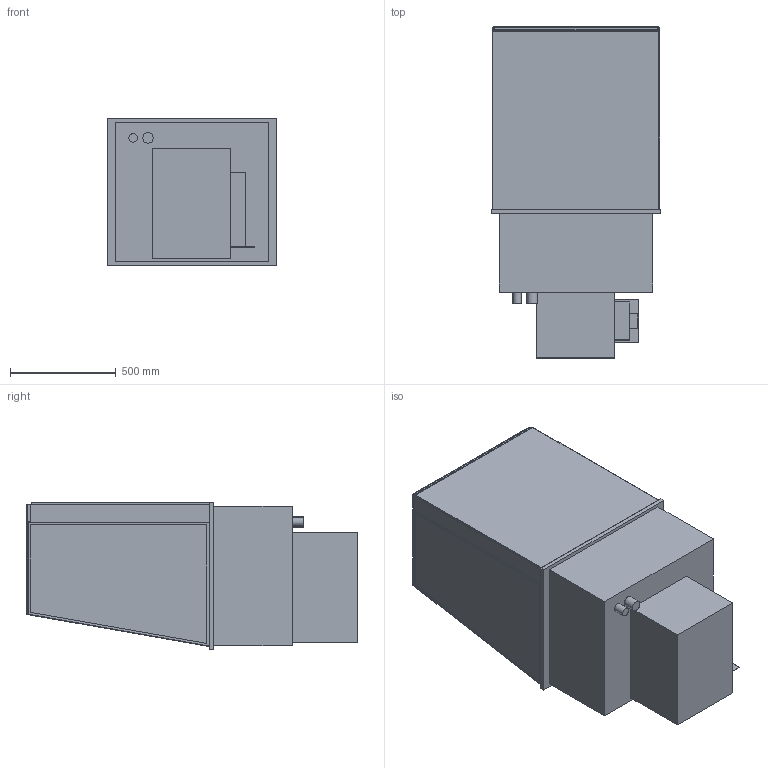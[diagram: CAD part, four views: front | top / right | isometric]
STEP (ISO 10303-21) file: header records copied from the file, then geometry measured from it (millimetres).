
FILE_DESCRIPTION(/* description */ ('Einbaukühlvitrine: eigengekühlt'),/* implementation_level */ '2;1');
FILE_NAME(/* name */ '3D-AKE-00007309.stp',/* time_stamp */ '2025-01-31T11:23:41+01:00',/* author */ ('marina.schachner'),/* organization */ (''),/* preprocessor_version */ 'ST-DEVELOPER v20',/* originating_system */ 'Autodesk Inventor 2024',/* authorisation */ '');
FILE_SCHEMA (('AUTOMOTIVE_DESIGN { 1 0 10303 214 3 1 1 }'));
Length unit declared in the file: millimetre
Products named in the file (1): 3D-AKE-00007309
Bounding box: 800 x 1565 x 695 mm (x, y, z)
Volume: 190987156.3 mm3; surface area: 17155609.4 mm2
Topology: 48 solids, 48 shells, 525 faces, 1260 edges, 840 vertices
Faces by surface type: plane 471, cylinder 54
Full cylindrical faces by diameter (mm): 40 x1, 50 x1
Entity records: 15039 total; most frequent: CARTESIAN_POINT 2626, ORIENTED_EDGE 2520, DIRECTION 2420, EDGE_CURVE 1260, LINE 1152, VECTOR 1152, VERTEX_POINT 840, AXIS2_PLACEMENT_3D 634
